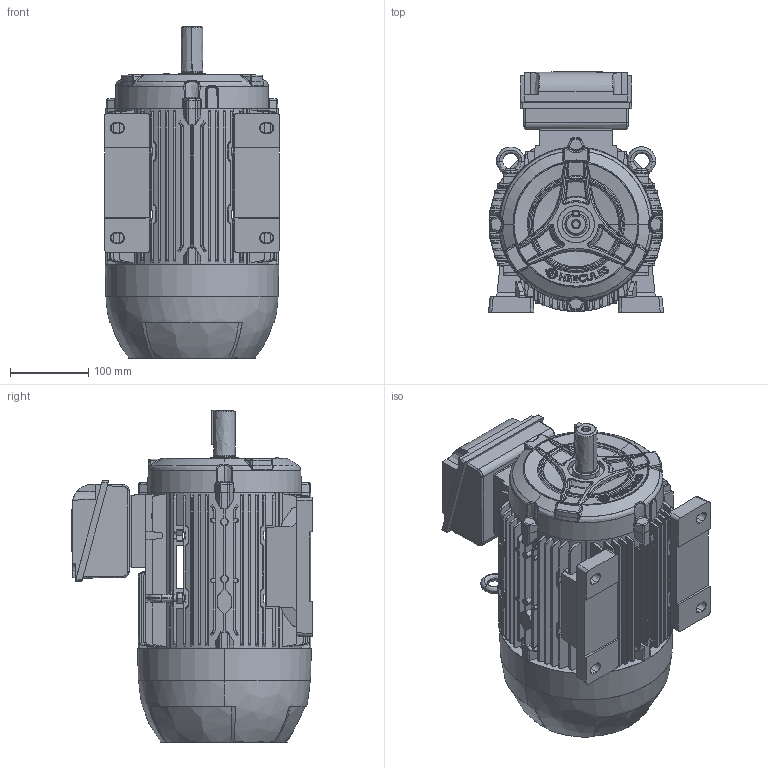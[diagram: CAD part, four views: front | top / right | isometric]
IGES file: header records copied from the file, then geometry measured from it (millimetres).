
Start section: SolidWorks IGES file using analytic representation for surfaces
Global section: file name: 112L_CP_ST_TOP.igs; native system: SolidWorks 2020; preprocessor: SolidWorks 2020; author: klemz; date: 220629.075950; units: millimetre
Bounding box: 222.99 x 306.69 x 423.2 mm (x, y, z)
Surface area: 743564.6 mm2 (no closed solid volume)
Topology: 0 solids, 0 shells, 2082 faces, 22357 edges, 22319 vertices
Faces by surface type: bspline 1394, revolution 688
